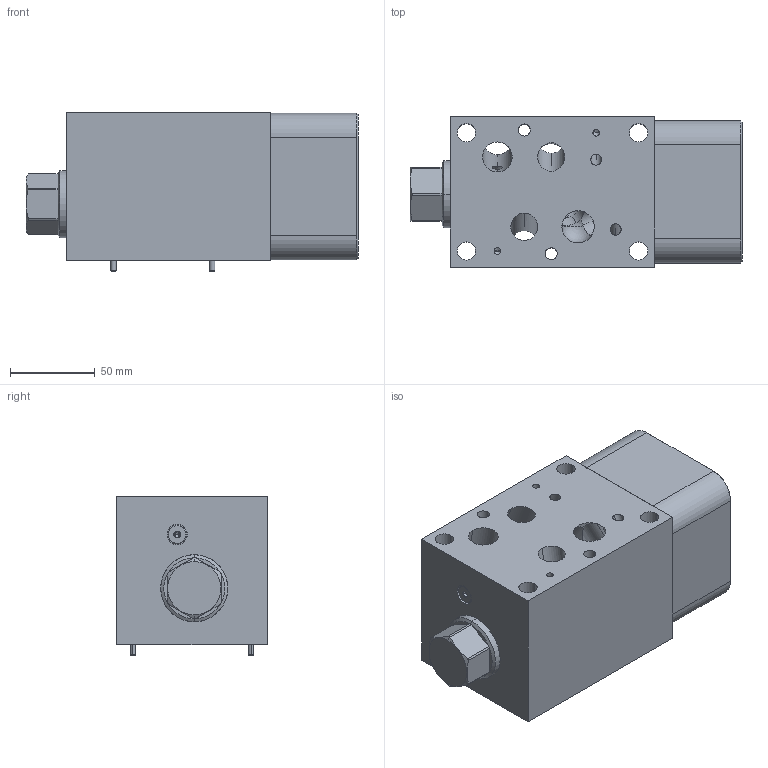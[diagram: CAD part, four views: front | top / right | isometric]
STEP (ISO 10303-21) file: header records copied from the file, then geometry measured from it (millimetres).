
FILE_DESCRIPTION((''),'2;1');
FILE_NAME('PK3_ASM','2019-12-09T',('ProEService'),(''),'PRO/ENGINEER BY PARAMETRIC TECHNOLOGY CORPORATION, 2014200','PRO/ENGINEER BY PARAMETRIC TECHNOLOGY CORPORATION, 2014200','');
FILE_SCHEMA(('CONFIG_CONTROL_DESIGN'));
Length unit declared in the file: inch
Products named in the file (8): 155-296-001; CXHAXCN; A330-006-002; 811-001-006; 500-001-111; 500-001-118; 700-006; PK3_ASM
Assembly tree (9 placements, depth 2):
  PK3_ASM
    155-296-001
    CXHAXCN
    A330-006-002  x2
    811-001-006  x2
    500-001-111
    500-001-118
    700-006
Bounding box: 196.06 x 88.9 x 93.85 mm (x, y, z)
Volume: 1069705.4 mm3; surface area: 151908.8 mm2
Topology: 7 solids, 8 shells, 506 faces, 1488 edges, 1195 vertices
Faces by surface type: cylinder 218, cone 119, plane 110, torus 38, sphere 15, revolution 6
Entity records: 18896 total; most frequent: CARTESIAN_POINT 6889, DIRECTION 2545, ORIENTED_EDGE 2136, EDGE_CURVE 1068, AXIS2_PLACEMENT_3D 937, VECTOR 665, LINE 665, VERTEX_POINT 657
